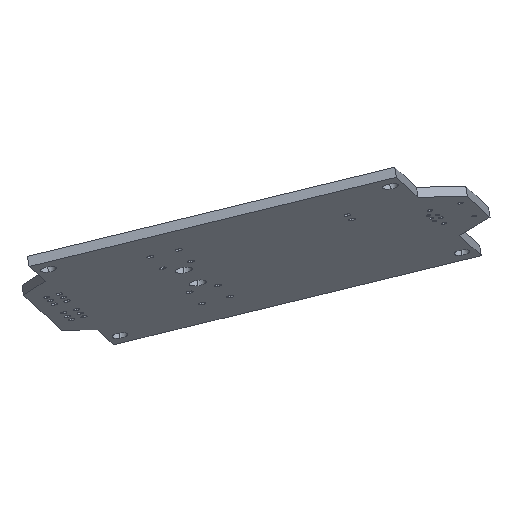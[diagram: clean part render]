
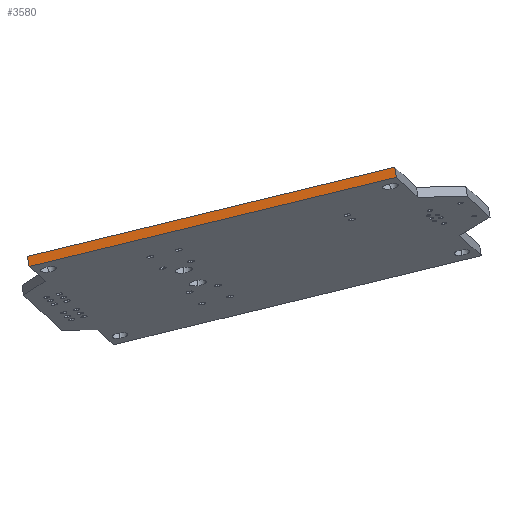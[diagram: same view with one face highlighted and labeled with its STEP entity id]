
A CAD part, left-side view. The second image highlights one B-rep face of the part: STEP entity #3580.
In plain terms, the highlighted planar face has unit normal (-0.923, 0.282, 0.26).
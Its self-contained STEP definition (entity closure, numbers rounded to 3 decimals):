
#9 = CARTESIAN_POINT ( 'NONE',  ( 187.577, 56.764, 10.772 ) ) ;
#204 = CARTESIAN_POINT ( 'NONE',  ( 200.583, 111.692, -2.558 ) ) ;
#317 = ORIENTED_EDGE ( 'NONE', *, *, #3090, .F. ) ;
#321 = VECTOR ( 'NONE', #2887, 1000. ) ;
#338 = CARTESIAN_POINT ( 'NONE',  ( 188.075, 57.01, 12.273 ) ) ;
#435 = DIRECTION ( 'NONE',  ( -0.292, -0.956, 0. ) ) ;
#561 = VERTEX_POINT ( 'NONE', #1384 ) ;
#647 = LINE ( 'NONE', #1772, #321 ) ;
#666 = CARTESIAN_POINT ( 'NONE',  ( 200.583, 111.692, -2.558 ) ) ;
#706 = DIRECTION ( 'NONE',  ( -0.923, 0.282, 0.26 ) ) ;
#729 = LINE ( 'NONE', #204, #2304 ) ;
#769 = VECTOR ( 'NONE', #1501, 1000. ) ;
#876 = DIRECTION ( 'NONE',  ( 0.311, 0.154, 0.938 ) ) ;
#927 = LINE ( 'NONE', #666, #769 ) ;
#989 = FACE_OUTER_BOUND ( 'NONE', #2721, .T. ) ;
#1384 = CARTESIAN_POINT ( 'NONE',  ( 200.583, 111.692, -2.558 ) ) ;
#1501 = DIRECTION ( 'NONE',  ( 0.311, 0.154, 0.938 ) ) ;
#1570 = EDGE_CURVE ( 'NONE', #561, #1932, #729, .T. ) ;
#1590 = ORIENTED_EDGE ( 'NONE', *, *, #3153, .F. ) ;
#1772 = CARTESIAN_POINT ( 'NONE',  ( 201.081, 111.939, -1.057 ) ) ;
#1794 = CARTESIAN_POINT ( 'NONE',  ( 187.577, 56.764, 10.772 ) ) ;
#1841 = ORIENTED_EDGE ( 'NONE', *, *, #1570, .T. ) ;
#1932 = VERTEX_POINT ( 'NONE', #1794 ) ;
#2111 = PLANE ( 'NONE',  #3545 ) ;
#2265 = VECTOR ( 'NONE', #876, 1000. ) ;
#2304 = VECTOR ( 'NONE', #2671, 1000. ) ;
#2671 = DIRECTION ( 'NONE',  ( -0.224, -0.947, 0.23 ) ) ;
#2721 = EDGE_LOOP ( 'NONE', ( #317, #1590, #1841, #3619 ) ) ;
#2887 = DIRECTION ( 'NONE',  ( -0.224, -0.947, 0.23 ) ) ;
#2925 = EDGE_CURVE ( 'NONE', #1932, #3105, #3404, .T. ) ;
#3090 = EDGE_CURVE ( 'NONE', #3584, #3105, #647, .T. ) ;
#3105 = VERTEX_POINT ( 'NONE', #338 ) ;
#3153 = EDGE_CURVE ( 'NONE', #561, #3584, #927, .T. ) ;
#3237 = CARTESIAN_POINT ( 'NONE',  ( 200.583, 111.692, -2.558 ) ) ;
#3404 = LINE ( 'NONE', #9, #2265 ) ;
#3545 = AXIS2_PLACEMENT_3D ( 'NONE', #3237, #706, #435 ) ;
#3580 = ADVANCED_FACE ( 'NONE', ( #989 ), #2111, .T. ) ;
#3584 = VERTEX_POINT ( 'NONE', #3591 ) ;
#3591 = CARTESIAN_POINT ( 'NONE',  ( 201.081, 111.939, -1.057 ) ) ;
#3619 = ORIENTED_EDGE ( 'NONE', *, *, #2925, .T. ) ;
